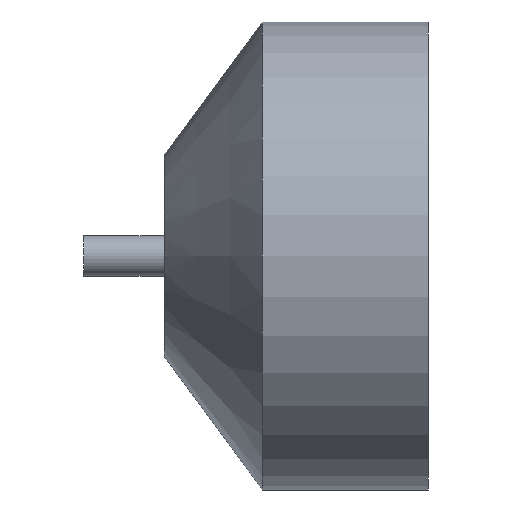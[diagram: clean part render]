
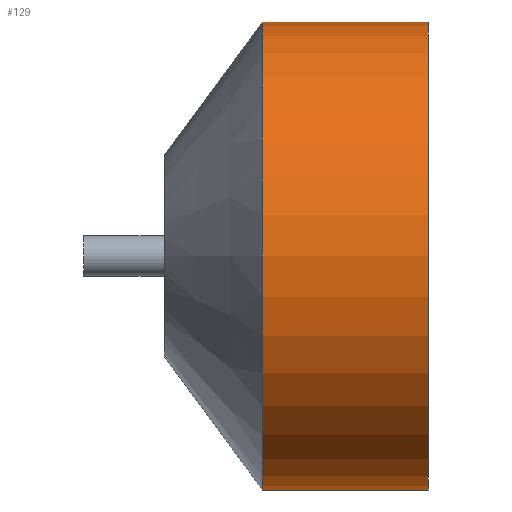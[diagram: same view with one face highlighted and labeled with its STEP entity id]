
A CAD part, left-side view. The second image highlights one B-rep face of the part: STEP entity #129.
In plain terms, the highlighted cylindrical face has radius 23.25 mm (diameter 46.5 mm), a partial arc.
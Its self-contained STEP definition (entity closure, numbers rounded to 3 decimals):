
#4 = AXIS2_PLACEMENT_3D ( 'NONE', #407, #49, #5 ) ;
#5 = DIRECTION ( 'NONE',  ( 0., 0., -1. ) ) ;
#9 = VERTEX_POINT ( 'NONE', #248 ) ;
#37 = ORIENTED_EDGE ( 'NONE', *, *, #120, .F. ) ;
#39 = CIRCLE ( 'NONE', #183, 23.25 ) ;
#41 = VECTOR ( 'NONE', #81, 1000. ) ;
#49 = DIRECTION ( 'NONE',  ( 0., -1., 0. ) ) ;
#51 = CYLINDRICAL_SURFACE ( 'NONE', #4, 23.25 ) ;
#68 = CIRCLE ( 'NONE', #431, 23.25 ) ;
#75 = CARTESIAN_POINT ( 'NONE',  ( 0., 16.5, 23.25 ) ) ;
#81 = DIRECTION ( 'NONE',  ( 0., -1., 0. ) ) ;
#90 = DIRECTION ( 'NONE',  ( 0., -1., 0. ) ) ;
#92 = CARTESIAN_POINT ( 'NONE',  ( 0., 0., 0. ) ) ;
#98 = LINE ( 'NONE', #226, #396 ) ;
#101 = VERTEX_POINT ( 'NONE', #354 ) ;
#107 = ORIENTED_EDGE ( 'NONE', *, *, #230, .F. ) ;
#120 = EDGE_CURVE ( 'NONE', #180, #415, #39, .T. ) ;
#123 = ORIENTED_EDGE ( 'NONE', *, *, #358, .T. ) ;
#129 = ADVANCED_FACE ( 'NONE', ( #288 ), #51, .T. ) ;
#179 = DIRECTION ( 'NONE',  ( 0., 1., 0. ) ) ;
#180 = VERTEX_POINT ( 'NONE', #414 ) ;
#183 = AXIS2_PLACEMENT_3D ( 'NONE', #352, #179, #260 ) ;
#201 = LINE ( 'NONE', #75, #41 ) ;
#226 = CARTESIAN_POINT ( 'NONE',  ( 0., 16.5, -23.25 ) ) ;
#230 = EDGE_CURVE ( 'NONE', #415, #101, #201, .T. ) ;
#237 = CARTESIAN_POINT ( 'NONE',  ( 0., 16.5, 23.25 ) ) ;
#238 = EDGE_CURVE ( 'NONE', #180, #9, #98, .T. ) ;
#244 = ORIENTED_EDGE ( 'NONE', *, *, #238, .T. ) ;
#248 = CARTESIAN_POINT ( 'NONE',  ( 0., 0., -23.25 ) ) ;
#260 = DIRECTION ( 'NONE',  ( 0., 0., -1. ) ) ;
#288 = FACE_OUTER_BOUND ( 'NONE', #296, .T. ) ;
#296 = EDGE_LOOP ( 'NONE', ( #107, #37, #244, #123 ) ) ;
#328 = DIRECTION ( 'NONE',  ( 0., 1., 0. ) ) ;
#352 = CARTESIAN_POINT ( 'NONE',  ( 0., 16.5, 0. ) ) ;
#354 = CARTESIAN_POINT ( 'NONE',  ( 0., 0., 23.25 ) ) ;
#358 = EDGE_CURVE ( 'NONE', #9, #101, #68, .T. ) ;
#368 = DIRECTION ( 'NONE',  ( 0., 0., 1. ) ) ;
#396 = VECTOR ( 'NONE', #90, 1000. ) ;
#407 = CARTESIAN_POINT ( 'NONE',  ( 0., 16.5, 0. ) ) ;
#414 = CARTESIAN_POINT ( 'NONE',  ( 0., 16.5, -23.25 ) ) ;
#415 = VERTEX_POINT ( 'NONE', #237 ) ;
#431 = AXIS2_PLACEMENT_3D ( 'NONE', #92, #328, #368 ) ;
